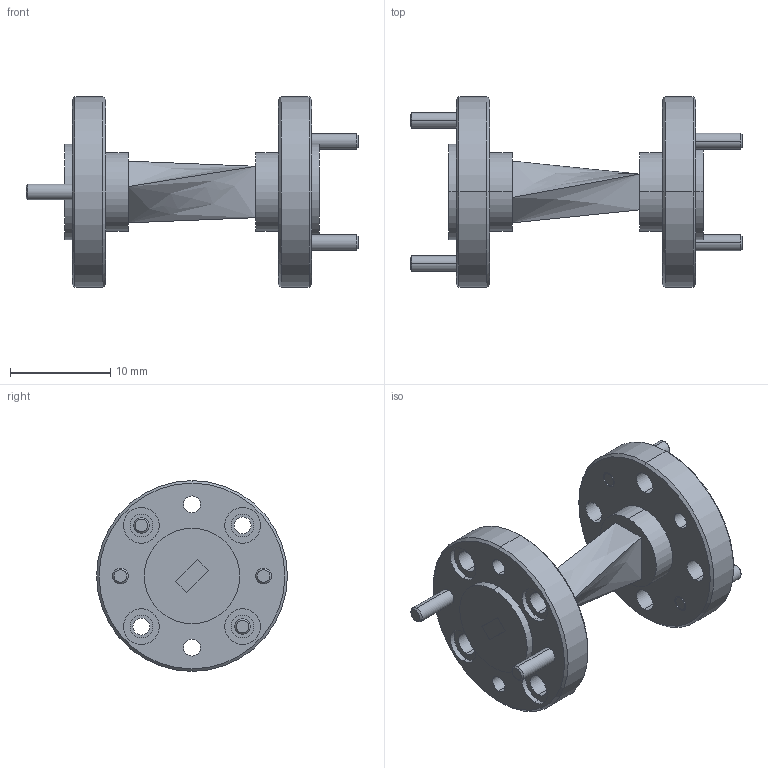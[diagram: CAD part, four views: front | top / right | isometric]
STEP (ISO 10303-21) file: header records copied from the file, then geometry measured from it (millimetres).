
FILE_DESCRIPTION (( 'STEP AP214' ), '1' );
FILE_NAME ('SWB-12045L-TB-1.0.STEP', '2018-09-07T19:02:29', ( '' ), ( '' ), 'SwSTEP 2.0', 'SolidWorks 2016', '' );
FILE_SCHEMA (( 'AUTOMOTIVE_DESIGN' ));
Length unit declared in the file: inch
Products named in the file (1): SWB-12045L-TB-1.0
Bounding box: 33.15 x 19.05 x 19.05 mm (x, y, z)
Volume: 2293.1 mm3; surface area: 2244.7 mm2
Topology: 5 solids, 5 shells, 130 faces, 288 edges, 184 vertices
Faces by surface type: cylinder 68, plane 34, cone 24, bspline 4
Entity records: 5510 total; most frequent: DIRECTION 702, CARTESIAN_POINT 647, ORIENTED_EDGE 576, EDGE_CURVE 288, AXIS2_PLACEMENT_3D 287, VERTEX_POINT 184, EDGE_LOOP 178, CIRCLE 160
